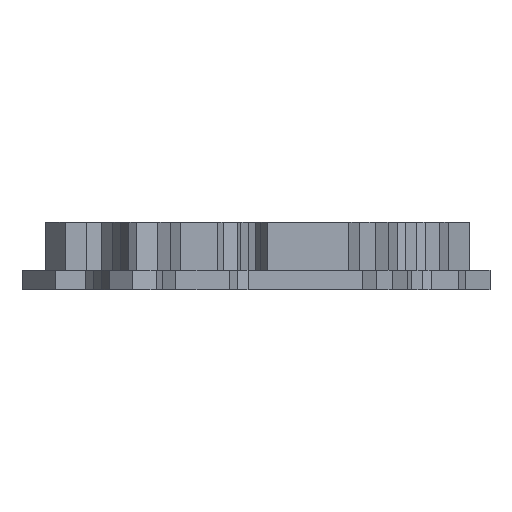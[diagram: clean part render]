
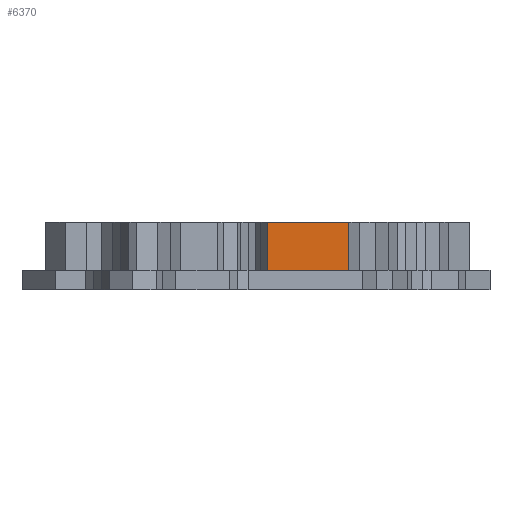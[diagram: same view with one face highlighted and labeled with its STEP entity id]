
A CAD part, front view. The second image highlights one B-rep face of the part: STEP entity #6370.
In plain terms, the highlighted planar face has unit normal (0, -1, 0).
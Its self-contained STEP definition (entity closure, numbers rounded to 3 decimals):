
#154=FACE_OUTER_BOUND('',#468,.T.);
#468=EDGE_LOOP('',(#4601,#4602,#4603,#4604));
#1056=LINE('',#9250,#1986);
#1057=LINE('',#9253,#1987);
#1058=LINE('',#9255,#1988);
#1059=LINE('',#9256,#1989);
#1986=VECTOR('',#7554,10.);
#1987=VECTOR('',#7557,10.);
#1988=VECTOR('',#7558,10.);
#1989=VECTOR('',#7559,10.);
#2781=VERTEX_POINT('',#9246);
#2782=VERTEX_POINT('',#9248);
#2783=VERTEX_POINT('',#9252);
#2784=VERTEX_POINT('',#9254);
#3536=EDGE_CURVE('',#2781,#2782,#1056,.T.);
#3537=EDGE_CURVE('',#2781,#2783,#1057,.T.);
#3538=EDGE_CURVE('',#2784,#2782,#1058,.T.);
#3539=EDGE_CURVE('',#2783,#2784,#1059,.T.);
#4601=ORIENTED_EDGE('',*,*,#3537,.F.);
#4602=ORIENTED_EDGE('',*,*,#3536,.T.);
#4603=ORIENTED_EDGE('',*,*,#3538,.F.);
#4604=ORIENTED_EDGE('',*,*,#3539,.F.);
#6056=PLANE('',#6698);
#6370=ADVANCED_FACE('',(#154),#6056,.T.);
#6698=AXIS2_PLACEMENT_3D('',#9251,#7555,#7556);
#7554=DIRECTION('',(0.,0.,1.));
#7555=DIRECTION('center_axis',(0.,-1.,0.));
#7556=DIRECTION('ref_axis',(1.,0.,0.));
#7557=DIRECTION('',(-1.,0.,0.));
#7558=DIRECTION('',(1.,0.,0.));
#7559=DIRECTION('',(0.,0.,1.));
#9246=CARTESIAN_POINT('',(29.476,3.362,2.));
#9248=CARTESIAN_POINT('',(29.476,3.362,5.));
#9250=CARTESIAN_POINT('',(29.476,3.362,0.));
#9251=CARTESIAN_POINT('Origin',(24.412,3.362,0.));
#9252=CARTESIAN_POINT('',(24.412,3.362,2.));
#9253=CARTESIAN_POINT('',(24.094,3.362,2.));
#9254=CARTESIAN_POINT('',(24.412,3.362,5.));
#9255=CARTESIAN_POINT('',(26.771,3.362,5.));
#9256=CARTESIAN_POINT('',(24.412,3.362,0.));
